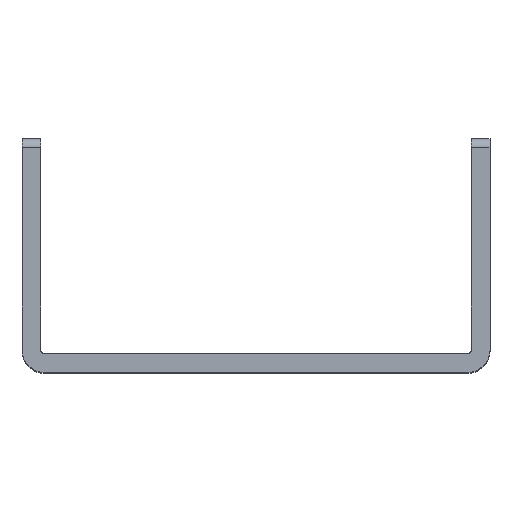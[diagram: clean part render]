
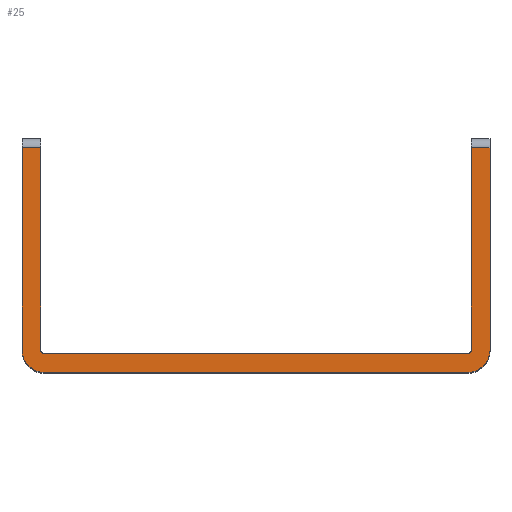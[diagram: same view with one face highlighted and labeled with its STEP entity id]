
A CAD part, top view. The second image highlights one B-rep face of the part: STEP entity #25.
In plain terms, the highlighted planar face has unit normal (0, 0, 1).
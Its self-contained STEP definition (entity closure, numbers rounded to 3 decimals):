
#25 = ADVANCED_FACE ( 'NONE', ( #612 ), #2965, .T. ) ;
#61 = CIRCLE ( 'NONE', #3106, 0.2 ) ;
#89 = CIRCLE ( 'NONE', #3112, 1.2 ) ;
#158 = LINE ( 'NONE', #2504, #161 ) ;
#161 = VECTOR ( 'NONE', #2505, 1000. ) ;
#170 = CIRCLE ( 'NONE', #1325, 1.2 ) ;
#199 = CIRCLE ( 'NONE', #1333, 0.2 ) ;
#205 = LINE ( 'NONE', #2716, #207 ) ;
#207 = VECTOR ( 'NONE', #2717, 1000. ) ;
#295 = VERTEX_POINT ( 'NONE', #2379 ) ;
#302 = VERTEX_POINT ( 'NONE', #2250 ) ;
#303 = VERTEX_POINT ( 'NONE', #2251 ) ;
#304 = VERTEX_POINT ( 'NONE', #2252 ) ;
#308 = VERTEX_POINT ( 'NONE', #2256 ) ;
#313 = VERTEX_POINT ( 'NONE', #2261 ) ;
#356 = EDGE_CURVE ( 'NONE', #295, #589, #1782, .T. ) ;
#417 = EDGE_CURVE ( 'NONE', #585, #313, #1855, .T. ) ;
#570 = LINE ( 'NONE', #665, #756 ) ;
#580 = VERTEX_POINT ( 'NONE', #2435 ) ;
#582 = VERTEX_POINT ( 'NONE', #2436 ) ;
#585 = VERTEX_POINT ( 'NONE', #2439 ) ;
#589 = VERTEX_POINT ( 'NONE', #2443 ) ;
#592 = VERTEX_POINT ( 'NONE', #2446 ) ;
#612 = FACE_OUTER_BOUND ( 'NONE', #3202, .T. ) ;
#665 = CARTESIAN_POINT ( 'NONE',  ( 24., 12., 30. ) ) ;
#666 = DIRECTION ( 'NONE',  ( -1., 0., 0. ) ) ;
#756 = VECTOR ( 'NONE', #666, 1000. ) ;
#758 = LINE ( 'NONE', #2853, #759 ) ;
#759 = VECTOR ( 'NONE', #2855, 1000. ) ;
#844 = LINE ( 'NONE', #3065, #846 ) ;
#846 = VECTOR ( 'NONE', #1905, 1000. ) ;
#856 = LINE ( 'NONE', #1959, #858 ) ;
#858 = VECTOR ( 'NONE', #1963, 1000. ) ;
#1073 = VERTEX_POINT ( 'NONE', #1115 ) ;
#1115 = CARTESIAN_POINT ( 'NONE',  ( 0., 12., 30. ) ) ;
#1325 = AXIS2_PLACEMENT_3D ( 'NONE', #2528, #2529, #2530 ) ;
#1333 = AXIS2_PLACEMENT_3D ( 'NONE', #2718, #2699, #2700 ) ;
#1401 = EDGE_CURVE ( 'NONE', #302, #295, #61, .T. ) ;
#1415 = EDGE_CURVE ( 'NONE', #313, #308, #89, .T. ) ;
#1782 = LINE ( 'NONE', #2302, #1787 ) ;
#1787 = VECTOR ( 'NONE', #2309, 1000. ) ;
#1855 = LINE ( 'NONE', #2394, #1860 ) ;
#1860 = VECTOR ( 'NONE', #2399, 1000. ) ;
#1905 = DIRECTION ( 'NONE',  ( 0., 1., 0. ) ) ;
#1959 = CARTESIAN_POINT ( 'NONE',  ( 24., 1.2, 30. ) ) ;
#1963 = DIRECTION ( 'NONE',  ( 0., -1., 0. ) ) ;
#2029 = ORIENTED_EDGE ( 'NONE', *, *, #1415, .T. ) ;
#2030 = ORIENTED_EDGE ( 'NONE', *, *, #417, .T. ) ;
#2032 = ORIENTED_EDGE ( 'NONE', *, *, #2672, .T. ) ;
#2033 = ORIENTED_EDGE ( 'NONE', *, *, #2665, .T. ) ;
#2034 = ORIENTED_EDGE ( 'NONE', *, *, #2751, .T. ) ;
#2035 = ORIENTED_EDGE ( 'NONE', *, *, #2738, .T. ) ;
#2036 = ORIENTED_EDGE ( 'NONE', *, *, #2736, .T. ) ;
#2037 = ORIENTED_EDGE ( 'NONE', *, *, #356, .T. ) ;
#2038 = ORIENTED_EDGE ( 'NONE', *, *, #1401, .T. ) ;
#2039 = ORIENTED_EDGE ( 'NONE', *, *, #2805, .T. ) ;
#2040 = ORIENTED_EDGE ( 'NONE', *, *, #2750, .T. ) ;
#2041 = ORIENTED_EDGE ( 'NONE', *, *, #2798, .T. ) ;
#2250 = CARTESIAN_POINT ( 'NONE',  ( 24., 1.2, 30. ) ) ;
#2251 = CARTESIAN_POINT ( 'NONE',  ( 25., 12., 30. ) ) ;
#2252 = CARTESIAN_POINT ( 'NONE',  ( 24., 12., 30. ) ) ;
#2256 = CARTESIAN_POINT ( 'NONE',  ( 25., 1.2, 30. ) ) ;
#2261 = CARTESIAN_POINT ( 'NONE',  ( 23.8, 0., 30. ) ) ;
#2302 = CARTESIAN_POINT ( 'NONE',  ( 1.2, 1., 30. ) ) ;
#2309 = DIRECTION ( 'NONE',  ( -1., 0., 0. ) ) ;
#2379 = CARTESIAN_POINT ( 'NONE',  ( 23.8, 1., 30. ) ) ;
#2394 = CARTESIAN_POINT ( 'NONE',  ( 23.8, 0., 30. ) ) ;
#2399 = DIRECTION ( 'NONE',  ( 1., 0., 0. ) ) ;
#2435 = CARTESIAN_POINT ( 'NONE',  ( 1., 12., 30. ) ) ;
#2436 = CARTESIAN_POINT ( 'NONE',  ( 1., 1.2, 30. ) ) ;
#2439 = CARTESIAN_POINT ( 'NONE',  ( 1.2, 0., 30. ) ) ;
#2443 = CARTESIAN_POINT ( 'NONE',  ( 1.2, 1., 30. ) ) ;
#2446 = CARTESIAN_POINT ( 'NONE',  ( 0., 1.2, 30. ) ) ;
#2504 = CARTESIAN_POINT ( 'NONE',  ( 0., 1.2, 30. ) ) ;
#2505 = DIRECTION ( 'NONE',  ( 0., -1., 0. ) ) ;
#2528 = CARTESIAN_POINT ( 'NONE',  ( 1.2, 1.2, 30. ) ) ;
#2529 = DIRECTION ( 'NONE',  ( 0., 0., 1. ) ) ;
#2530 = DIRECTION ( 'NONE',  ( 1., 0., 0. ) ) ;
#2552 = CARTESIAN_POINT ( 'NONE',  ( 23.8, 1.2, 30. ) ) ;
#2553 = DIRECTION ( 'NONE',  ( 0., 0., -1. ) ) ;
#2554 = DIRECTION ( 'NONE',  ( 1., 0., 0. ) ) ;
#2587 = CARTESIAN_POINT ( 'NONE',  ( 23.8, 1.2, 30. ) ) ;
#2588 = DIRECTION ( 'NONE',  ( 0., 0., 1. ) ) ;
#2589 = DIRECTION ( 'NONE',  ( -1., 0., 0. ) ) ;
#2665 = EDGE_CURVE ( 'NONE', #1073, #592, #158, .T. ) ;
#2672 = EDGE_CURVE ( 'NONE', #592, #585, #170, .T. ) ;
#2689 = AXIS2_PLACEMENT_3D ( 'NONE', #2973, #2963, #2962 ) ;
#2699 = DIRECTION ( 'NONE',  ( 0., 0., -1. ) ) ;
#2700 = DIRECTION ( 'NONE',  ( 1., 0., 0. ) ) ;
#2716 = CARTESIAN_POINT ( 'NONE',  ( 1., 12.5, 30. ) ) ;
#2717 = DIRECTION ( 'NONE',  ( 0., 1., 0. ) ) ;
#2718 = CARTESIAN_POINT ( 'NONE',  ( 1.2, 1.2, 30. ) ) ;
#2736 = EDGE_CURVE ( 'NONE', #589, #582, #199, .T. ) ;
#2738 = EDGE_CURVE ( 'NONE', #582, #580, #205, .T. ) ;
#2750 = EDGE_CURVE ( 'NONE', #303, #304, #570, .T. ) ;
#2751 = EDGE_CURVE ( 'NONE', #580, #1073, #758, .T. ) ;
#2798 = EDGE_CURVE ( 'NONE', #308, #303, #844, .T. ) ;
#2805 = EDGE_CURVE ( 'NONE', #304, #302, #856, .T. ) ;
#2853 = CARTESIAN_POINT ( 'NONE',  ( 0., 12., 30. ) ) ;
#2855 = DIRECTION ( 'NONE',  ( -1., 0., 0. ) ) ;
#2962 = DIRECTION ( 'NONE',  ( 1., 0., 0. ) ) ;
#2963 = DIRECTION ( 'NONE',  ( 0., 0., 1. ) ) ;
#2965 = PLANE ( 'NONE',  #2689 ) ;
#2973 = CARTESIAN_POINT ( 'NONE',  ( 1.2, 1.2, 30. ) ) ;
#3065 = CARTESIAN_POINT ( 'NONE',  ( 25., 12.5, 30. ) ) ;
#3106 = AXIS2_PLACEMENT_3D ( 'NONE', #2552, #2553, #2554 ) ;
#3112 = AXIS2_PLACEMENT_3D ( 'NONE', #2587, #2588, #2589 ) ;
#3202 = EDGE_LOOP ( 'NONE', ( #2041, #2040, #2039, #2038, #2037, #2036, #2035, #2034, #2033, #2032, #2030, #2029 ) ) ;
